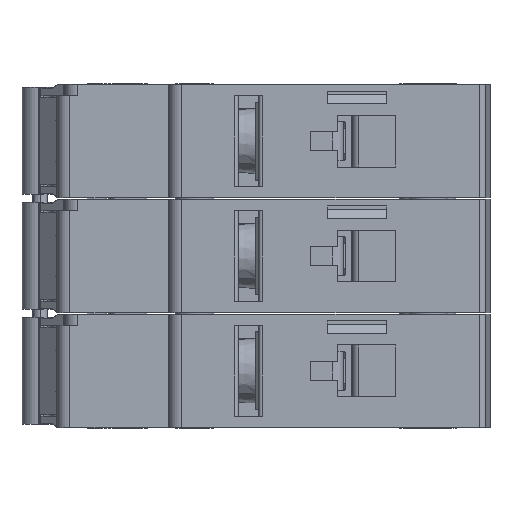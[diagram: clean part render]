
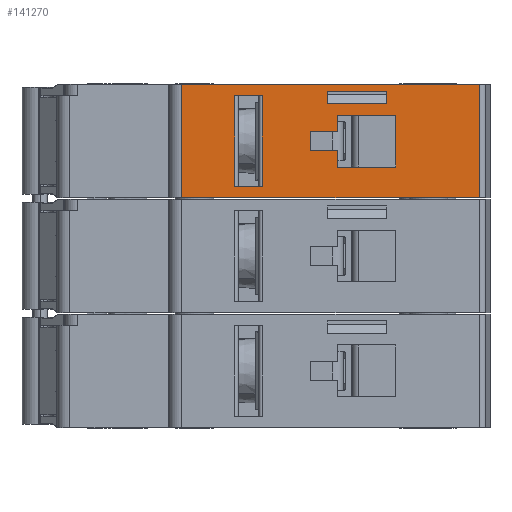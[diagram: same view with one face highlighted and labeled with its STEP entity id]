
A CAD part, left-side view. The second image highlights one B-rep face of the part: STEP entity #141270.
In plain terms, the highlighted planar face has unit normal (-1, 0, 0).
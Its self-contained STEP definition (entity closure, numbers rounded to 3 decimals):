
#1940=CARTESIAN_POINT('',(0.,1.621,
8.7));
#1950=VERTEX_POINT('',#1940);
#1980=CARTESIAN_POINT('',(0.,0.,8.7));
#1990=DIRECTION('',(0.,1.,0.));
#2000=VECTOR('',#1990,1.);
#2010=LINE('',#1980,#2000);
#2020=CARTESIAN_POINT('',(0.,47.5,8.7));
#2030=VERTEX_POINT('',#2020);
#2040=EDGE_CURVE('',#1950,#2030,#2010,.T.);
#78100=CARTESIAN_POINT('',(0.,1.621,-8.7))
;
#78110=VERTEX_POINT('',#78100);
#78140=CARTESIAN_POINT('',(0.,1.621,
0.));
#78150=DIRECTION('',(0.,0.,1.));
#78160=VECTOR('',#78150,1.);
#78170=LINE('',#78140,#78160);
#78180=EDGE_CURVE('',#78110,#1950,#78170,.T.);
#78680=CARTESIAN_POINT('',(0.,47.5,-9.))
;
#78690=DIRECTION('',(0.,0.,-1.));
#78700=VECTOR('',#78690,1.);
#78710=LINE('',#78680,#78700);
#78720=CARTESIAN_POINT('',(0.,47.5,-8.7));
#78730=VERTEX_POINT('',#78720);
#78740=EDGE_CURVE('',#2030,#78730,#78710,.T.);
#121620=CARTESIAN_POINT('',(0.,0.,-8.7));
#121630=DIRECTION('',(0.,-1.,0.));
#121640=VECTOR('',#121630,1.);
#121650=LINE('',#121620,#121640);
#121660=EDGE_CURVE('',#78730,#78110,#121650,.T.);
#139820=CARTESIAN_POINT('',(0.,17.24,
1.02));
#139830=DIRECTION('',(1.,0.,0.));
#139840=DIRECTION('',(0.,-1.,0.));
#139850=AXIS2_PLACEMENT_3D('',#139820,#139830,#139840);
#139860=PLANE('',#139850);
#139870=CARTESIAN_POINT('',(0.,64.938,
7.));
#139880=DIRECTION('',(0.,-1.,0.));
#139890=VECTOR('',#139880,1.);
#139900=LINE('',#139870,#139890);
#139910=CARTESIAN_POINT('',(0.,39.3,
7.));
#139920=VERTEX_POINT('',#139910);
#139930=CARTESIAN_POINT('',(0.,35.1,7.));
#139940=VERTEX_POINT('',#139930);
#139950=EDGE_CURVE('',#139920,#139940,#139900,.T.);
#139960=ORIENTED_EDGE('',*,*,#139950,.T.);
#139970=CARTESIAN_POINT('',(0.,39.3,
0.));
#139980=DIRECTION('',(0.,0.,-1.));
#139990=VECTOR('',#139980,1.);
#140000=LINE('',#139970,#139990);
#140010=CARTESIAN_POINT('',(0.,39.3,
-7.));
#140020=VERTEX_POINT('',#140010);
#140030=EDGE_CURVE('',#139920,#140020,#140000,.T.);
#140040=ORIENTED_EDGE('',*,*,#140030,.F.);
#140050=CARTESIAN_POINT('',(0.,0.1,-7.));
#140060=DIRECTION('',(0.,-1.,0.));
#140070=VECTOR('',#140060,1.);
#140080=LINE('',#140050,#140070);
#140090=CARTESIAN_POINT('',(0.,35.1,-7.));
#140100=VERTEX_POINT('',#140090);
#140110=EDGE_CURVE('',#140020,#140100,#140080,.T.);
#140120=ORIENTED_EDGE('',*,*,#140110,.F.);
#140130=CARTESIAN_POINT('',(0.,35.1,0.));
#140140=DIRECTION('',(0.,0.,1.));
#140150=VECTOR('',#140140,1.);
#140160=LINE('',#140130,#140150);
#140170=EDGE_CURVE('',#140100,#139940,#140160,.T.);
#140180=ORIENTED_EDGE('',*,*,#140170,.F.);
#140190=EDGE_LOOP('',(#140180,#140120,#140040,#139960));
#140200=FACE_BOUND('',#140190,.T.);
#140210=CARTESIAN_POINT('',(0.,15.9,8.7))
;
#140220=DIRECTION('',(0.,0.,1.));
#140230=VECTOR('',#140220,1.);
#140240=LINE('',#140210,#140230);
#140250=CARTESIAN_POINT('',(0.,15.9,5.77));
#140260=VERTEX_POINT('',#140250);
#140270=CARTESIAN_POINT('',(0.,15.9,7.7));
#140280=VERTEX_POINT('',#140270);
#140290=EDGE_CURVE('',#140260,#140280,#140240,.T.);
#140300=ORIENTED_EDGE('',*,*,#140290,.F.);
#140310=CARTESIAN_POINT('',(0.,64.838,
7.7));
#140320=DIRECTION('',(0.,-1.,0.));
#140330=VECTOR('',#140320,1.);
#140340=LINE('',#140310,#140330);
#140350=CARTESIAN_POINT('',(0.,25.,7.7));
#140360=VERTEX_POINT('',#140350);
#140370=EDGE_CURVE('',#140360,#140280,#140340,.T.);
#140380=ORIENTED_EDGE('',*,*,#140370,.T.);
#140390=CARTESIAN_POINT('',(0.,25.,8.7));
#140400=DIRECTION('',(0.,0.,1.));
#140410=VECTOR('',#140400,1.);
#140420=LINE('',#140390,#140410);
#140430=CARTESIAN_POINT('',(0.,25.,5.77));
#140440=VERTEX_POINT('',#140430);
#140450=EDGE_CURVE('',#140440,#140360,#140420,.T.);
#140460=ORIENTED_EDGE('',*,*,#140450,.T.);
#140470=CARTESIAN_POINT('',(0.,64.838,
5.77));
#140480=DIRECTION('',(0.,1.,0.));
#140490=VECTOR('',#140480,1.);
#140500=LINE('',#140470,#140490);
#140510=EDGE_CURVE('',#140260,#140440,#140500,.T.);
#140520=ORIENTED_EDGE('',*,*,#140510,.T.);
#140530=EDGE_LOOP('',(#140520,#140460,#140380,#140300));
#140540=FACE_BOUND('',#140530,.T.);
#140550=CARTESIAN_POINT('',(0.,64.838,
-1.5));
#140560=DIRECTION('',(0.,-1.,0.));
#140570=VECTOR('',#140560,1.);
#140580=LINE('',#140550,#140570);
#140590=CARTESIAN_POINT('',(0.,27.6,-1.5))
;
#140600=VERTEX_POINT('',#140590);
#140610=CARTESIAN_POINT('',(0.,23.5,-1.5))
;
#140620=VERTEX_POINT('',#140610);
#140630=EDGE_CURVE('',#140600,#140620,#140580,.T.);
#140640=ORIENTED_EDGE('',*,*,#140630,.F.);
#140650=CARTESIAN_POINT('',(0.,23.5,-8.7)
);
#140660=DIRECTION('',(0.,0.,1.));
#140670=VECTOR('',#140660,1.);
#140680=LINE('',#140650,#140670);
#140690=CARTESIAN_POINT('',(0.,23.5,-4.))
;
#140700=VERTEX_POINT('',#140690);
#140710=EDGE_CURVE('',#140700,#140620,#140680,.T.);
#140720=ORIENTED_EDGE('',*,*,#140710,.T.);
#140730=CARTESIAN_POINT('',(0.,64.838,
-4.));
#140740=DIRECTION('',(0.,-1.,0.));
#140750=VECTOR('',#140740,1.);
#140760=LINE('',#140730,#140750);
#140770=CARTESIAN_POINT('',(0.,14.5,-4.))
;
#140780=VERTEX_POINT('',#140770);
#140790=EDGE_CURVE('',#140700,#140780,#140760,.T.);
#140800=ORIENTED_EDGE('',*,*,#140790,.F.);
#140810=CARTESIAN_POINT('',(0.,14.5,8.7))
;
#140820=DIRECTION('',(0.,0.,-1.));
#140830=VECTOR('',#140820,1.);
#140840=LINE('',#140810,#140830);
#140850=CARTESIAN_POINT('',(0.,14.5,4.));
#140860=VERTEX_POINT('',#140850);
#140870=EDGE_CURVE('',#140860,#140780,#140840,.T.);
#140880=ORIENTED_EDGE('',*,*,#140870,.T.);
#140890=CARTESIAN_POINT('',(0.,64.838,
4.));
#140900=DIRECTION('',(0.,-1.,0.));
#140910=VECTOR('',#140900,1.);
#140920=LINE('',#140890,#140910);
#140930=CARTESIAN_POINT('',(0.,23.5,4.));
#140940=VERTEX_POINT('',#140930);
#140950=EDGE_CURVE('',#140940,#140860,#140920,.T.);
#140960=ORIENTED_EDGE('',*,*,#140950,.T.);
#140970=CARTESIAN_POINT('',(0.,23.5,8.7))
;
#140980=DIRECTION('',(0.,0.,-1.));
#140990=VECTOR('',#140980,1.);
#141000=LINE('',#140970,#140990);
#141010=CARTESIAN_POINT('',(0.,23.5,1.5));
#141020=VERTEX_POINT('',#141010);
#141030=EDGE_CURVE('',#140940,#141020,#141000,.T.);
#141040=ORIENTED_EDGE('',*,*,#141030,.F.);
#141050=CARTESIAN_POINT('',(0.,64.838,
1.5));
#141060=DIRECTION('',(0.,-1.,0.));
#141070=VECTOR('',#141060,1.);
#141080=LINE('',#141050,#141070);
#141090=CARTESIAN_POINT('',(0.,27.6,1.5));
#141100=VERTEX_POINT('',#141090);
#141110=EDGE_CURVE('',#141100,#141020,#141080,.T.);
#141120=ORIENTED_EDGE('',*,*,#141110,.T.);
#141130=CARTESIAN_POINT('',(0.,27.6,8.7));
#141140=DIRECTION('',(0.,0.,1.));
#141150=VECTOR('',#141140,1.);
#141160=LINE('',#141130,#141150);
#141170=EDGE_CURVE('',#140600,#141100,#141160,.T.);
#141180=ORIENTED_EDGE('',*,*,#141170,.T.);
#141190=EDGE_LOOP('',(#141180,#141120,#141040,#140960,#140880,#140800,
#140720,#140640));
#141200=FACE_BOUND('',#141190,.T.);
#141210=ORIENTED_EDGE('',*,*,#78740,.T.);
#141220=ORIENTED_EDGE('',*,*,#2040,.T.);
#141230=ORIENTED_EDGE('',*,*,#78180,.T.);
#141240=ORIENTED_EDGE('',*,*,#121660,.T.);
#141250=EDGE_LOOP('',(#141240,#141230,#141220,#141210));
#141260=FACE_OUTER_BOUND('',#141250,.T.);
#141270=ADVANCED_FACE('',(#140200,#140540,#141200,#141260),#139860,.F.);
